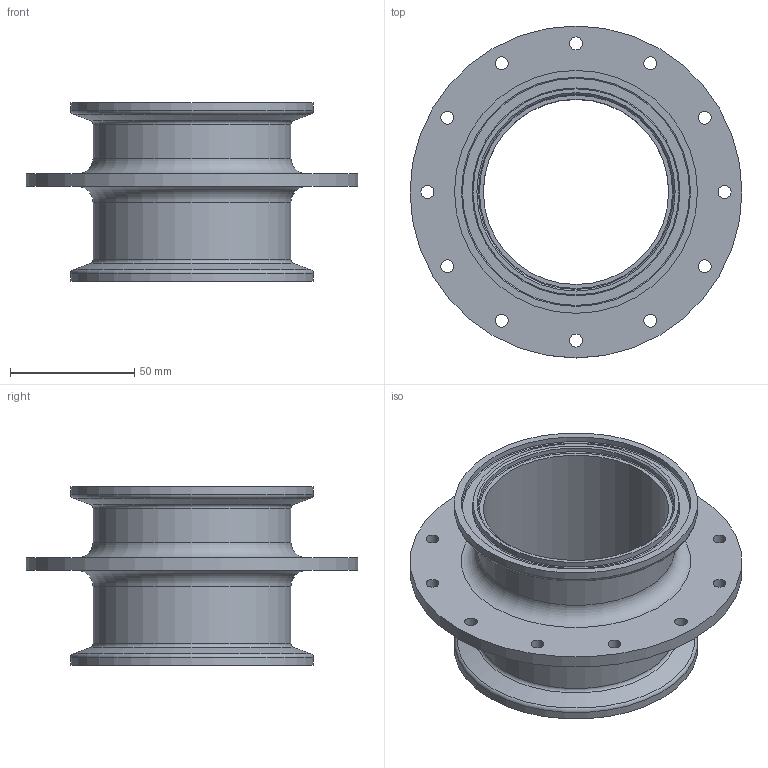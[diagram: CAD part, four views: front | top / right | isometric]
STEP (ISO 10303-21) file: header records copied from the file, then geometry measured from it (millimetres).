
FILE_DESCRIPTION(/* description */ (''),/* implementation_level */ '2;1');
FILE_NAME(/* name */ '00088481-001_C.stp',/* time_stamp */ '2015-01-05T14:27:39-08:00',/* author */ (''),/* organization */ (''),/* preprocessor_version */ 'ST-DEVELOPER v15',/* originating_system */ 'SIEMENS PLM Software NX 8.5',/* authorisation */ '');
FILE_SCHEMA (('CONFIG_CONTROL_DESIGN'));
Length unit declared in the file: inch
Products named in the file (1): 00088481-001_C
Bounding box: 133.35 x 133.35 x 71.75 mm (x, y, z)
Volume: 112876.8 mm3; surface area: 65397.3 mm2
Topology: 1 solids, 1 shells, 50 faces, 121 edges, 81 vertices
Faces by surface type: cylinder 24, torus 12, plane 10, cone 4
Full cylindrical faces by diameter (mm): 5.207 x12, 74.422 x1, 78.384 x2, 79.502 x2, 82.753 x2, 91.999 x2, 97.587 x2, 133.35 x1
Entity records: 1262 total; most frequent: DIRECTION 226, CARTESIAN_POINT 175, FACE_BOUND 124, EDGE_LOOP 124, ORIENTED_EDGE 124, AXIS2_PLACEMENT_3D 113, VERTEX_POINT 62, EDGE_CURVE 62
